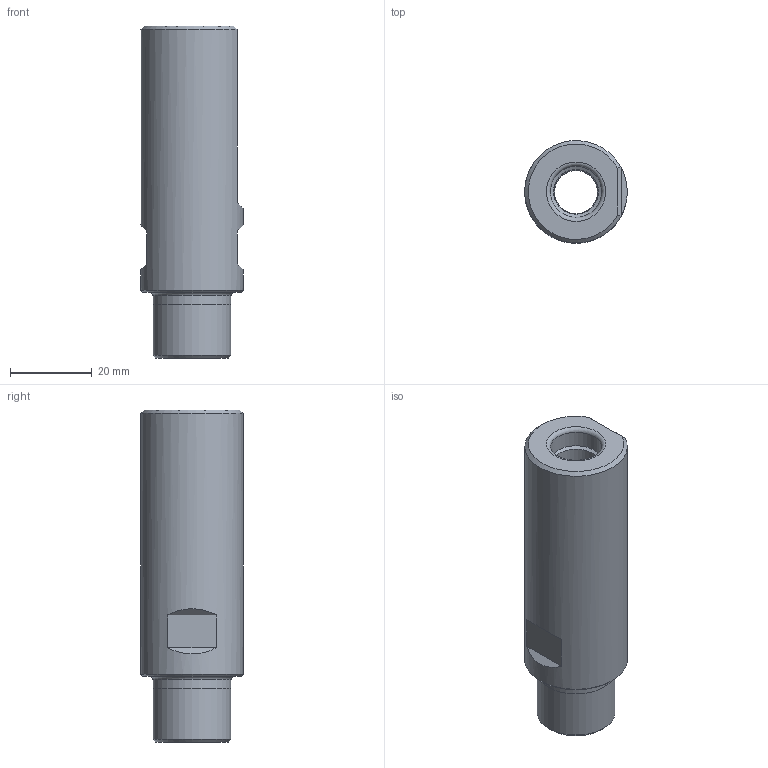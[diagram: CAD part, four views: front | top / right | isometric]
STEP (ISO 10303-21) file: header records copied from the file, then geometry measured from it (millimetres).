
FILE_DESCRIPTION(/* description */ (''),/* implementation_level */ '2;1');
FILE_NAME(/* name */ '462521642.stp',/* time_stamp */ '2021-01-19T16:08:22',/* author */ ('LRA'),/* organization */ ('REGO-FIX'),/* preprocessor_version */ ' Unknown',/* originating_system */ 'SIEMENS PLM Software Solid Edge ST10',/* authorization */ 'Unknown');
FILE_SCHEMA (('AUTOMOTIVE_DESIGN { 1 0 10303 214 2 1 1}'));
Length unit declared in the file: millimetre
Products named in the file (1): NOCUT
Bounding box: 25 x 25 x 81 mm (x, y, z)
Volume: 27022.2 mm3; surface area: 9543.9 mm2
Topology: 1 solids, 1 shells, 28 faces, 59 edges, 35 vertices
Faces by surface type: plane 12, cylinder 7, cone 6, torus 3
Full cylindrical faces by diameter (mm): 10.5 x1, 10.917 x2, 12.5 x1, 19 x2, 25 x1
Entity records: 868 total; most frequent: DIRECTION 125, CARTESIAN_POINT 108, ORIENTED_EDGE 78, AXIS2_PLACEMENT_3D 56, EDGE_LOOP 48, FACE_BOUND 48, EDGE_CURVE 39, VERTEX_POINT 31
